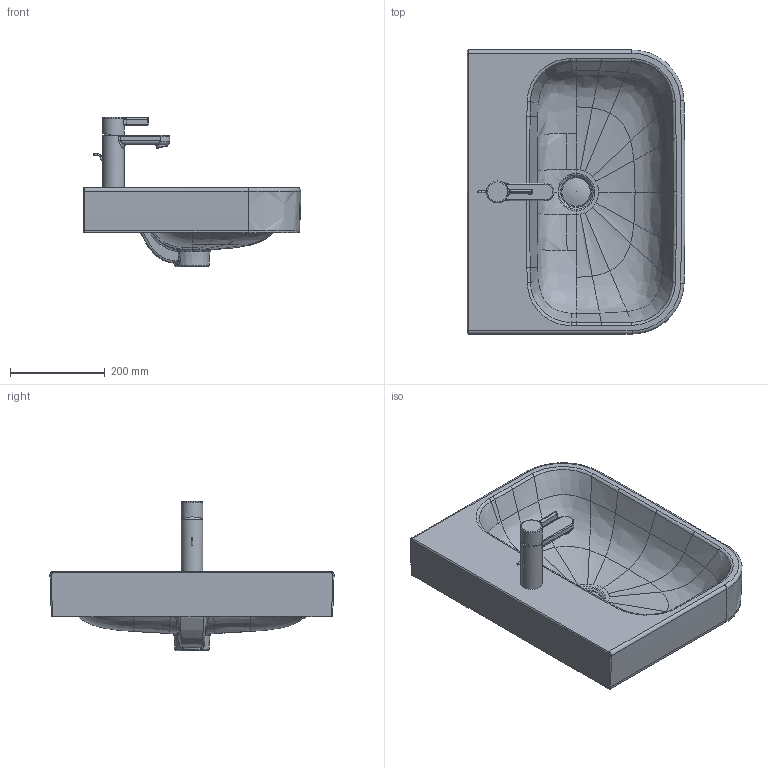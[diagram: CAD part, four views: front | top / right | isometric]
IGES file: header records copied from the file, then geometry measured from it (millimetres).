
Global section: file name: No Iges File Name specified; native system: Autodesk Inventor 2011; preprocessor: AutoDesk Inventor Iges Exporter R2011; author: Administrator; date: 20130610.191532; units: millimetre
Bounding box: 459.63 x 599.7 x 315.5 mm (x, y, z)
Volume: 11780593.1 mm3; surface area: 971028.9 mm2
Topology: 7 solids, 7 shells, 388 faces, 953 edges, 578 vertices
Faces by surface type: bspline 184, plane 79, cylinder 54, revolution 49, torus 17, cone 3, sphere 2
Full cylindrical faces by diameter (mm): 4 x2, 21.15 x1, 44 x1, 46 x2, 60 x1
